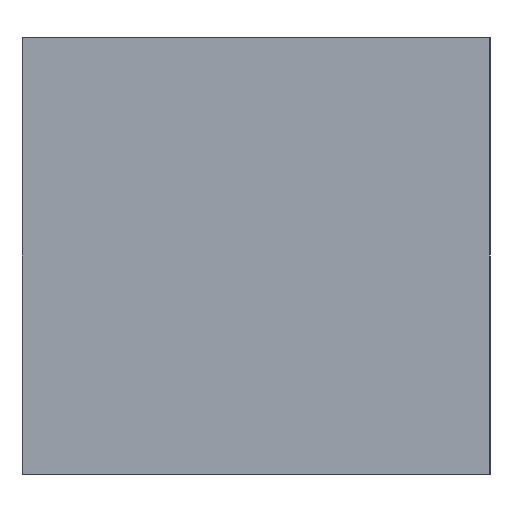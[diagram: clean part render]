
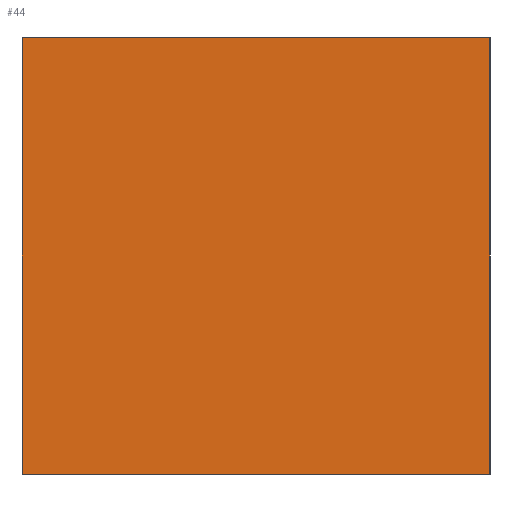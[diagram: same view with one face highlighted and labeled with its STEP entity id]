
A CAD part, left-side view. The second image highlights one B-rep face of the part: STEP entity #44.
In plain terms, the highlighted planar face has unit normal (-1, 0, 0).
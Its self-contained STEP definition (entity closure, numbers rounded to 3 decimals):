
#39=FACE_OUTER_BOUND('',#106,.T.);
#44=ADVANCED_FACE('',(#39),#54,.T.);
#54=PLANE('',#213);
#61=LINE('',#291,#73);
#63=LINE('',#295,#75);
#65=LINE('',#299,#77);
#66=LINE('',#301,#78);
#73=VECTOR('',#238,1.);
#75=VECTOR('',#242,1.);
#77=VECTOR('',#246,1.);
#78=VECTOR('',#247,1.);
#106=EDGE_LOOP('',(#134,#135,#136,#137));
#134=ORIENTED_EDGE('',*,*,#187,.T.);
#135=ORIENTED_EDGE('',*,*,#185,.T.);
#136=ORIENTED_EDGE('',*,*,#189,.F.);
#137=ORIENTED_EDGE('',*,*,#190,.T.);
#167=VERTEX_POINT('',#286);
#169=VERTEX_POINT('',#290);
#171=VERTEX_POINT('',#296);
#172=VERTEX_POINT('',#300);
#185=EDGE_CURVE('',#167,#169,#61,.T.);
#187=EDGE_CURVE('',#171,#167,#63,.T.);
#189=EDGE_CURVE('',#172,#169,#65,.T.);
#190=EDGE_CURVE('',#172,#171,#66,.T.);
#213=AXIS2_PLACEMENT_3D('',#302,#248,#249);
#238=DIRECTION('',(0.,1.,0.));
#242=DIRECTION('',(0.,0.,1.));
#246=DIRECTION('',(0.,0.,1.));
#247=DIRECTION('',(0.,-1.,0.));
#248=DIRECTION('',(-1.,0.,0.));
#249=DIRECTION('',(0.,0.,1.));
#286=CARTESIAN_POINT('',(0.,0.,28.));
#290=CARTESIAN_POINT('',(0.,30.,28.));
#291=CARTESIAN_POINT('',(0.,15.,28.));
#295=CARTESIAN_POINT('',(0.,0.,0.));
#296=CARTESIAN_POINT('',(0.,0.,0.));
#299=CARTESIAN_POINT('',(0.,30.,0.));
#300=CARTESIAN_POINT('',(0.,30.,0.));
#301=CARTESIAN_POINT('',(0.,15.,0.));
#302=CARTESIAN_POINT('',(0.,15.,0.));
